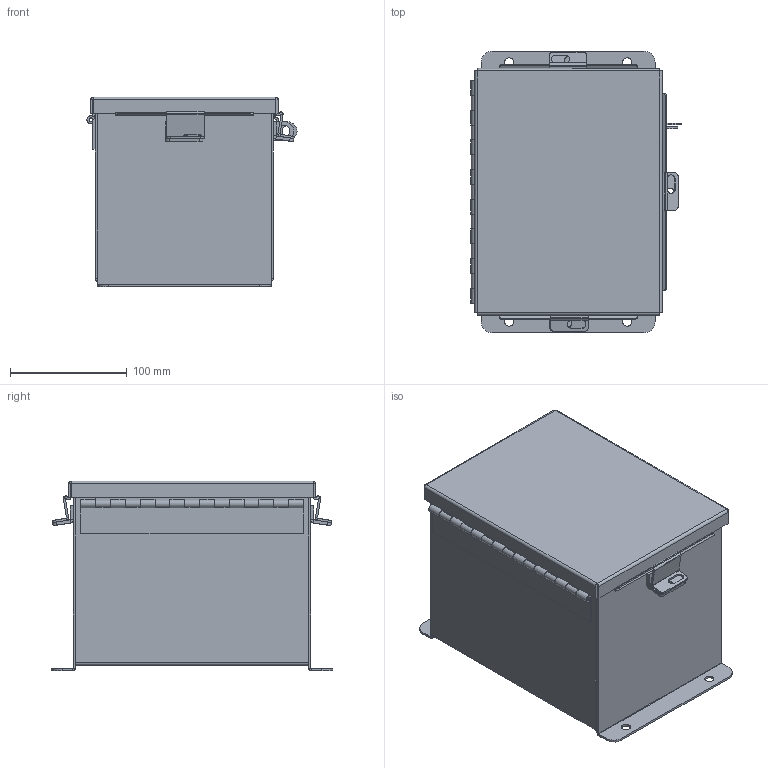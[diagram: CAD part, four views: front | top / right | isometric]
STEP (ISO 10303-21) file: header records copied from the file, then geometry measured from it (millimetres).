
FILE_DESCRIPTION (( 'STEP AP203' ), '1' );
FILE_NAME ('N080606CHCFSS6WP.STEP', '2014-03-04T17:39:55', ( 'changeme' ), ( 'Microsoft' ), 'SwSTEP 2.0', 'SolidWorks 2013', '' );
FILE_SCHEMA (( 'CONFIG_CONTROL_DESIGN' ));
Length unit declared in the file: inch
Products named in the file (15): HW-CLH-JH-20154; N080606CHCFSS6WP JIC_Cover_Template; HW-CLH-JH-20104; N080606CHCFSS6WP JIC_Standoff; N080606CHCFSS6WP; N080606CHCFSS6WP JIC Backpanel; N080606CHCFSS6WP JIC Clamp Bracket; N080606CHCFSS6WP JIC Cover Clamp; N080606CHCFSS6WP JIC Top; N080606CHCFSS6WP JIC Enclosure Template; N080606CHCFSS6WP JIC Bottom; N080606CHCFSS6WP Hinge Cover Side JIC; N080606CHCFSS6WP Hinge Body Side; N080606CHCFSS6WP HW-CD-S-25020-034; N080606CHCFSS6WP _JIC Hinge
Assembly tree (22 placements, depth 3):
  N080606CHCFSS6WP
    N080606CHCFSS6WP JIC Enclosure Template
    N080606CHCFSS6WP _JIC Hinge
      N080606CHCFSS6WP Hinge Body Side
      N080606CHCFSS6WP Hinge Cover Side JIC
    N080606CHCFSS6WP JIC_Cover_Template
    N080606CHCFSS6WP JIC_Standoff  x4
    N080606CHCFSS6WP JIC Backpanel
    N080606CHCFSS6WP JIC Clamp Bracket  x3
    N080606CHCFSS6WP JIC Cover Clamp  x3
    N080606CHCFSS6WP JIC Top
    N080606CHCFSS6WP JIC Bottom
    N080606CHCFSS6WP HW-CD-S-25020-034  x2
    HW-CLH-JH-20154
    HW-CLH-JH-20104
Bounding box: 179.62 x 240.68 x 162.3 mm (x, y, z)
Volume: 437390.5 mm3; surface area: 474000.7 mm2
Topology: 21 solids, 21 shells, 584 faces, 1353 edges, 817 vertices
Faces by surface type: plane 363, cylinder 201, bspline 8, torus 8, cone 4
Entity records: 15299 total; most frequent: CARTESIAN_POINT 2656, DIRECTION 2340, ORIENTED_EDGE 2178, EDGE_CURVE 1089, AXIS2_PLACEMENT_3D 791, VECTOR 758, LINE 758, VERTEX_POINT 659
